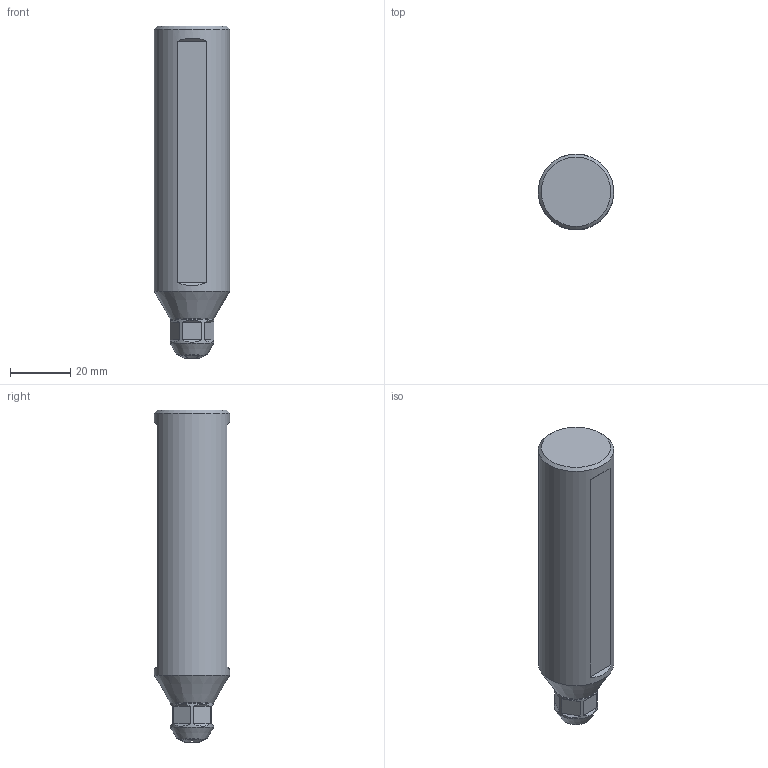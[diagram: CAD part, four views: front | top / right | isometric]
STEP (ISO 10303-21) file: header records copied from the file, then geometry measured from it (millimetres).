
FILE_DESCRIPTION(/* description */ (''),/* implementation_level */ '2;1');
FILE_NAME(/* name */ '1586947825643.stp',/* time_stamp */ '2020-04-15T16:20:38+06:00',/* author */ (''),/* organization */ ('SMS'),/* preprocessor_version */ 'ST-DEVELOPER v16.7',/* originating_system */ 'SIEMENS PLM Software NX 12.0',/* authorisation */ '');
FILE_SCHEMA (('AUTOMOTIVE_DESIGN { 1 0 10303 214 3 1 1 1 }'));
Length unit declared in the file: millimetre
Products named in the file (1): 202952599mod000_00
Bounding box: 25 x 25 x 110 mm (x, y, z)
Volume: 46197.9 mm3; surface area: 9480.3 mm2
Topology: 1 solids, 1 shells, 111 faces, 328 edges, 218 vertices
Faces by surface type: plane 59, cylinder 23, cone 17, torus 8, bspline 4
Full cylindrical faces by diameter (mm): 4 x1, 8.7 x1, 9.307 x1, 14.5 x1, 25 x1
Entity records: 4571 total; most frequent: CARTESIAN_POINT 1705, ORIENTED_EDGE 620, DIRECTION 546, EDGE_CURVE 310, VERTEX_POINT 211, AXIS2_PLACEMENT_3D 203, LINE 140, VECTOR 140
